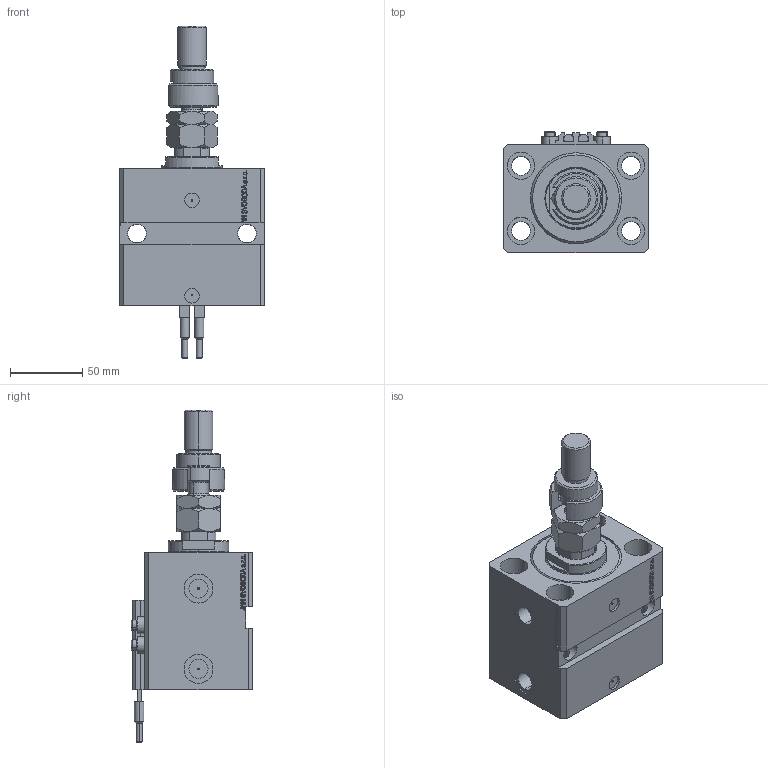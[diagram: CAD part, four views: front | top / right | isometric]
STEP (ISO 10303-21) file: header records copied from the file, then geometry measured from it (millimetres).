
FILE_DESCRIPTION (( 'STEP AP203' ), '1' );
FILE_NAME ('53c8.STEP', '2021-09-24T10:29:37', ( '' ), ( '' ), 'SwSTEP 2.0', 'SolidWorks 2019', '' );
FILE_SCHEMA (( 'CONFIG_CONTROL_DESIGN' ));
Length unit declared in the file: millimetre
Products named in the file (9): DFA d3e397f40c45b08966b90a1296f92056; V250CE_C_VCP d3e397f40c45b08966b90a1296f92056; MFA d3e397f40c45b08966b90a1296f92056; SWITCH_V250CE d3e397f40c45b08966b90a1296f92056; 53c8; FEMALE_PART_FOR_DFA d3e397f40c45b08966b90a1296f92056; ALLEN BOLT V250CE d3e397f40c45b08966b90a1296f92056; V250CE_E d3e397f40c45b08966b90a1296f92056; V250CE_VC_E d3e397f40c45b08966b90a1296f92056
Assembly tree (12 placements, depth 3):
  53c8
    V250CE_E d3e397f40c45b08966b90a1296f92056
    ALLEN BOLT V250CE d3e397f40c45b08966b90a1296f92056  x4
    V250CE_C_VCP d3e397f40c45b08966b90a1296f92056
    V250CE_VC_E d3e397f40c45b08966b90a1296f92056
    DFA d3e397f40c45b08966b90a1296f92056
      FEMALE_PART_FOR_DFA d3e397f40c45b08966b90a1296f92056
      MFA d3e397f40c45b08966b90a1296f92056
    SWITCH_V250CE d3e397f40c45b08966b90a1296f92056  x2
Bounding box: 100 x 84 x 229.4 mm (x, y, z)
Volume: 656416.6 mm3; surface area: 140193.1 mm2
Topology: 12 solids, 12 shells, 1241 faces, 3064 edges, 1967 vertices
Faces by surface type: plane 599, bspline 357, cylinder 163, cone 100, torus 22
Entity records: 51842 total; most frequent: CARTESIAN_POINT 25892, ORIENTED_EDGE 5710, DIRECTION 3971, EDGE_CURVE 2855, VERTEX_POINT 1853, LINE 1691, VECTOR 1691, EDGE_LOOP 1282
